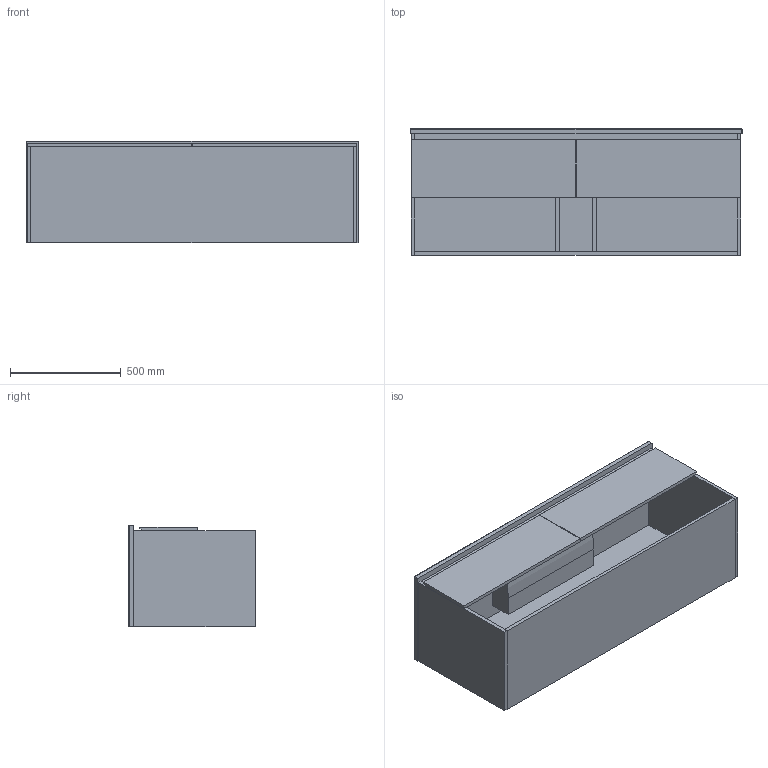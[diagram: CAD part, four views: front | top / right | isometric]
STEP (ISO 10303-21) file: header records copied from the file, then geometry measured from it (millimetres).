
FILE_DESCRIPTION (( 'STEP AP214' ), '1' );
FILE_NAME ('Shelf Acrylic 1500 ASSEM.STEP', '2019-03-08T00:06:49', ( '' ), ( '' ), 'SwSTEP 2.0', 'SolidWorks 2015', '' );
FILE_SCHEMA (( 'AUTOMOTIVE_DESIGN' ));
Length unit declared in the file: millimetre
Products named in the file (3): Shelf Acrylic 1500 ASSEM; Essentials Acrylic 1500; Shelf Acrylic 1500
Assembly tree (2 placements, depth 2):
  Shelf Acrylic 1500 ASSEM
    Shelf Acrylic 1500
    Essentials Acrylic 1500
Bounding box: 1500 x 572 x 460 mm (x, y, z)
Volume: 56685149.5 mm3; surface area: 6807283.3 mm2
Topology: 7 solids, 7 shells, 88 faces, 198 edges, 122 vertices
Faces by surface type: plane 62, cylinder 14, bspline 6, sphere 4, torus 2
Entity records: 3406 total; most frequent: CARTESIAN_POINT 1121, DIRECTION 388, ORIENTED_EDGE 388, EDGE_CURVE 194, VECTOR 154, LINE 154, VERTEX_POINT 122, AXIS2_PLACEMENT_3D 117
